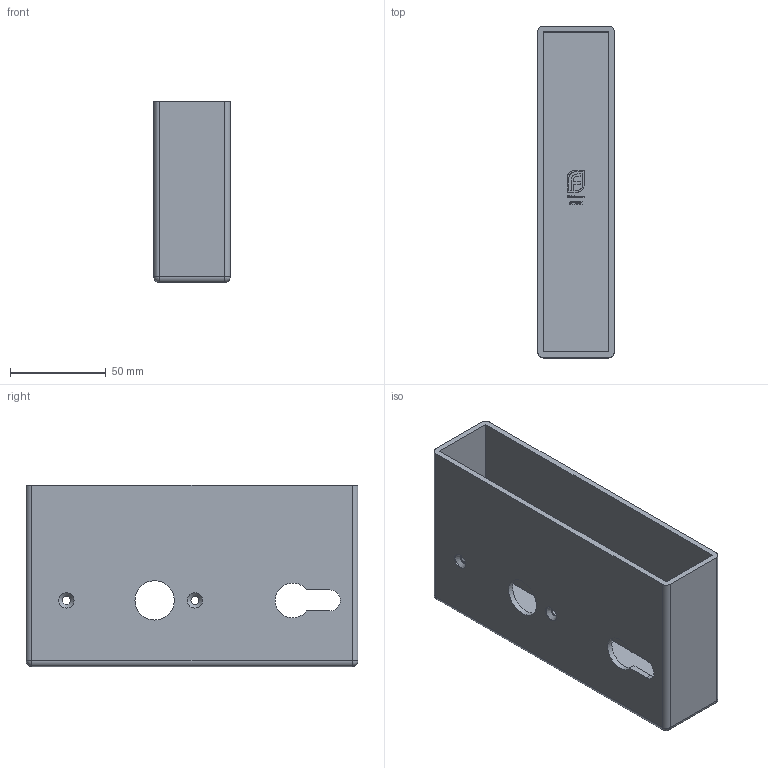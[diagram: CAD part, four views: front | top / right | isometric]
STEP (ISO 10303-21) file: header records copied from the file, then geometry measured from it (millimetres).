
FILE_DESCRIPTION (( 'STEP AP203' ), '1' );
FILE_NAME ('59102-K.step', '2023-12-04T12:57:41', ( '' ), ( '' ), 'SwSTEP 2.0', 'SolidWorks 2018', '' );
FILE_SCHEMA (( 'CONFIG_CONTROL_DESIGN' ));
Length unit declared in the file: millimetre
Products named in the file (1): 59102-K
Bounding box: 40 x 173 x 94.5 mm (x, y, z)
Volume: 127953.1 mm3; surface area: 87756.4 mm2
Topology: 1 solids, 1 shells, 278 faces, 751 edges, 493 vertices
Faces by surface type: plane 148, bspline 100, cylinder 22, sphere 4, cone 4
Full cylindrical faces by diameter (mm): 4.3 x4, 8 x4, 20.5 x2
Entity records: 13313 total; most frequent: CARTESIAN_POINT 6979, ORIENTED_EDGE 1456, DIRECTION 930, EDGE_CURVE 728, VERTEX_POINT 488, VECTOR 484, LINE 484, EDGE_LOOP 330
